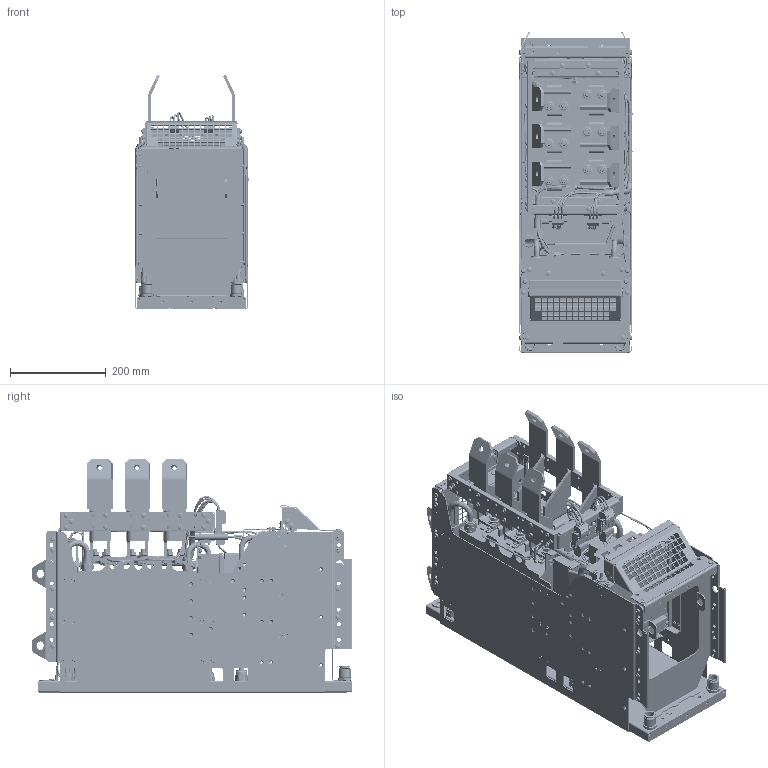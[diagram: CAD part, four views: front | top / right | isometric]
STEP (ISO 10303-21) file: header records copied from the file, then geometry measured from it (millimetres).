
FILE_DESCRIPTION(/* description */ (''),/* implementation_level */ '2;1');
FILE_NAME(/* name */ 'MCAD-OF7U1-M-LC-07-820A-A1-E00-A.stp',/* time_stamp */ '2022-10-04T16:26:54+03:00',/* author */ (''),/* organization */ (''),/* preprocessor_version */ 'ST-DEVELOPER v16.7',/* originating_system */ 'SIEMENS PLM Software NX 1892',/* authorisation */ '');
FILE_SCHEMA (('AP203_CONFIGURATION_CONTROLLED_3D_DESIGN_OF_MECHANICAL_PARTS_AND_ASSEMBLIES_MIM_LF { 1 0 10303 403 2 1 2}'));
Bounding box: 237.02 x 669.31 x 488.72 mm (x, y, z)
Volume: 21369282.9 mm3; surface area: 3659244.7 mm2
Topology: 562 solids, 595 shells, 21354 faces, 54183 edges, 35802 vertices
Faces by surface type: plane 14992, cylinder 4322, cone 927, bspline 649, extrusion 279, torus 173, sphere 8, revolution 4
Full cylindrical faces by diameter (mm): 1 x15, 2.5 x12, 2.8 x8, 2.9 x382, 3 x9, 3.232 x3, 3.242 x12, 3.3 x31, 3.5 x4, 3.6 x3, 3.7 x28, 4 x55, 4.1 x12, 4.134 x10, 4.2 x8, 4.3 x3, 4.35 x4, 4.5 x46, 4.6 x36, 4.8 x8, 4.85 x4, 5 x132, 5.3 x17, 5.38 x3, 5.4 x3, 5.5 x12, 5.6 x3, 6 x60, 6.1 x8, 6.38 x6
Entity records: 381531 total; most frequent: CRTPNT 129025, ORNEDG 45644, DRCTN 43619, EDGCRV 22822, VECTOR 16552, LINE 16309, VRTPNT 15671, A2PL3D 13533
